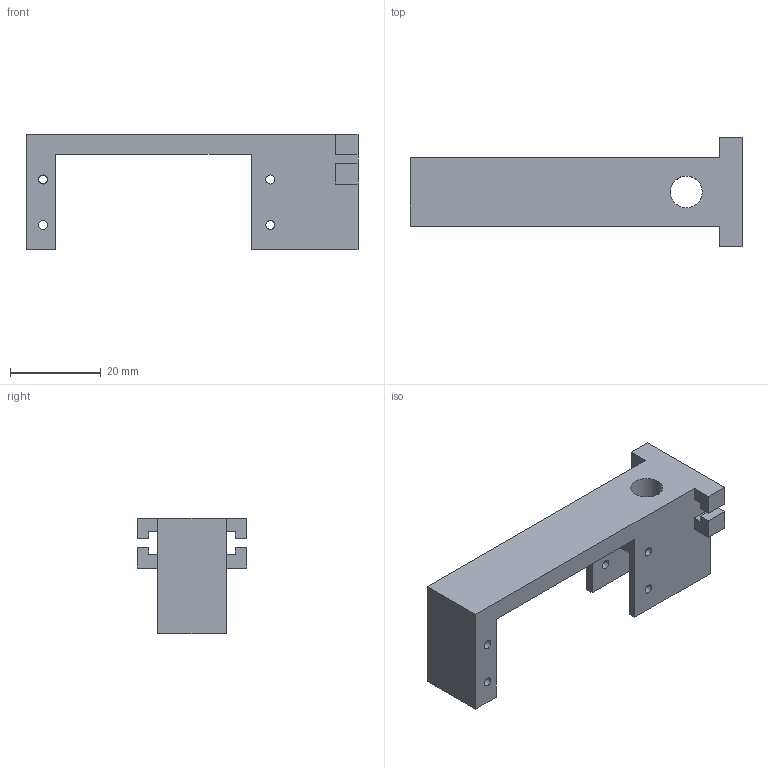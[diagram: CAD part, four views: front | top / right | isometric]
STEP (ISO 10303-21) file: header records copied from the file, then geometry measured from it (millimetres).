
FILE_DESCRIPTION(/* description */ (''),/* implementation_level */ '2;1');
FILE_NAME(/* name */ 'ServoPostMount.step',/* time_stamp */ '2024-02-07T21:40:37-05:00',/* author */ ('Martin Fischer'),/* organization */ (''),/* preprocessor_version */ 'ST-DEVELOPER v19.2',/* originating_system */ 'Autodesk Inventor 2024',/* authorisation */ '');
FILE_SCHEMA (('AUTOMOTIVE_DESIGN { 1 0 10303 214 3 1 1 }'));
Length unit declared in the file: millimetre
Products named in the file (1): ServoPostMount
Bounding box: 73 x 24 x 25.5 mm (x, y, z)
Volume: 10784 mm3; surface area: 6822.7 mm2
Topology: 1 solids, 1 shells, 44 faces, 148 edges, 126 vertices
Faces by surface type: plane 36, cylinder 8
Full cylindrical faces by diameter (mm): 2 x6, 7 x2
Entity records: 1623 total; most frequent: CARTESIAN_POINT 301, ORIENTED_EDGE 260, DIRECTION 240, EDGE_CURVE 130, LINE 112, VECTOR 112, VERTEX_POINT 86, AXIS2_PLACEMENT_3D 64
